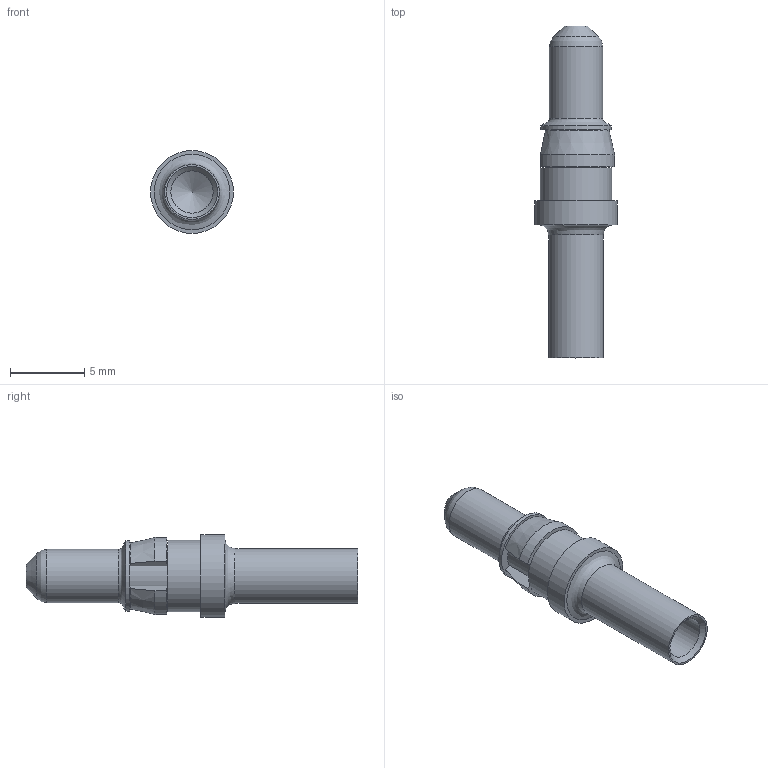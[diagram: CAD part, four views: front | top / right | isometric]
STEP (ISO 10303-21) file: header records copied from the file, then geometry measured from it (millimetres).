
FILE_DESCRIPTION(/* description */ (''),/* implementation_level */ '2;1');
FILE_NAME(/* name */ '100119727ugm000_b.stp',/* time_stamp */ '2014-01-10T08:39:13+01:00',/* author */ (''),/* organization */ (''),/* preprocessor_version */ 'ST-DEVELOPER v15',/* originating_system */ 'SIEMENS PLM Software NX 8.5',/* authorisation */ '');
FILE_SCHEMA (('AUTOMOTIVE_DESIGN { 1 0 10303 214 3 1 1 1 }'));
Length unit declared in the file: millimetre
Products named in the file (1): 100119727ugm000_b
Bounding box: 5.6 x 22.4 x 5.6 mm (x, y, z)
Volume: 241.8 mm3; surface area: 422.1 mm2
Topology: 1 solids, 1 shells, 26 faces, 56 edges, 36 vertices
Faces by surface type: plane 10, cylinder 8, cone 5, bspline 3
Full cylindrical faces by diameter (mm): 2.85 x1, 3.6 x2, 3.7 x1, 4.75 x1, 4.8 x1, 5.6 x1
Entity records: 688 total; most frequent: CARTESIAN_POINT 157, DIRECTION 112, ORIENTED_EDGE 74, AXIS2_PLACEMENT_3D 51, EDGE_LOOP 45, FACE_BOUND 39, EDGE_CURVE 37, VERTEX_POINT 33
